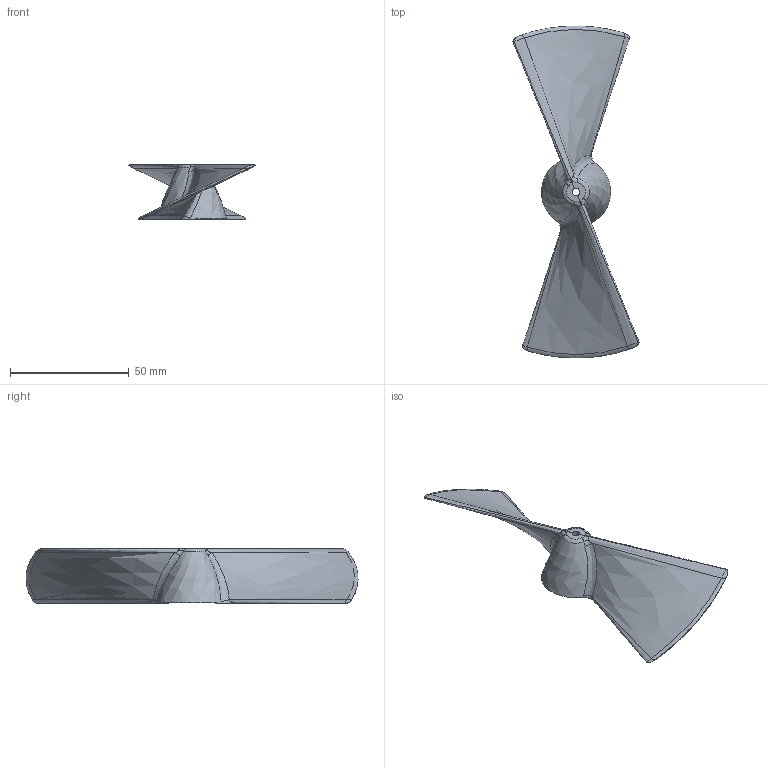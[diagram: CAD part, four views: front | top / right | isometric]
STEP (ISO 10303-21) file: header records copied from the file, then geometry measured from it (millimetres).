
FILE_DESCRIPTION (( 'STEP AP203' ), '1' );
FILE_NAME ('propeller_asw.STEP', '2015-03-05T12:20:44', ( 'ROBIN' ), ( 'Microsoft' ), 'SwSTEP 2.0', 'SolidWorks 2015', '' );
FILE_SCHEMA (( 'CONFIG_CONTROL_DESIGN' ));
Length unit declared in the file: millimetre
Products named in the file (1): propeller_asw
Bounding box: 53.13 x 139.91 x 23.04 mm (x, y, z)
Volume: 11471.6 mm3; surface area: 12864.2 mm2
Topology: 1 solids, 1 shells, 148 faces, 362 edges, 206 vertices
Faces by surface type: bspline 94, sphere 22, plane 12, cylinder 8, torus 6, cone 6
Entity records: 19502 total; most frequent: CARTESIAN_POINT 16770, ORIENTED_EDGE 708, EDGE_CURVE 354, DIRECTION 312, B_SPLINE_CURVE_WITH_KNOTS 244, VERTEX_POINT 206, EDGE_LOOP 148, FACE_OUTER_BOUND 148
